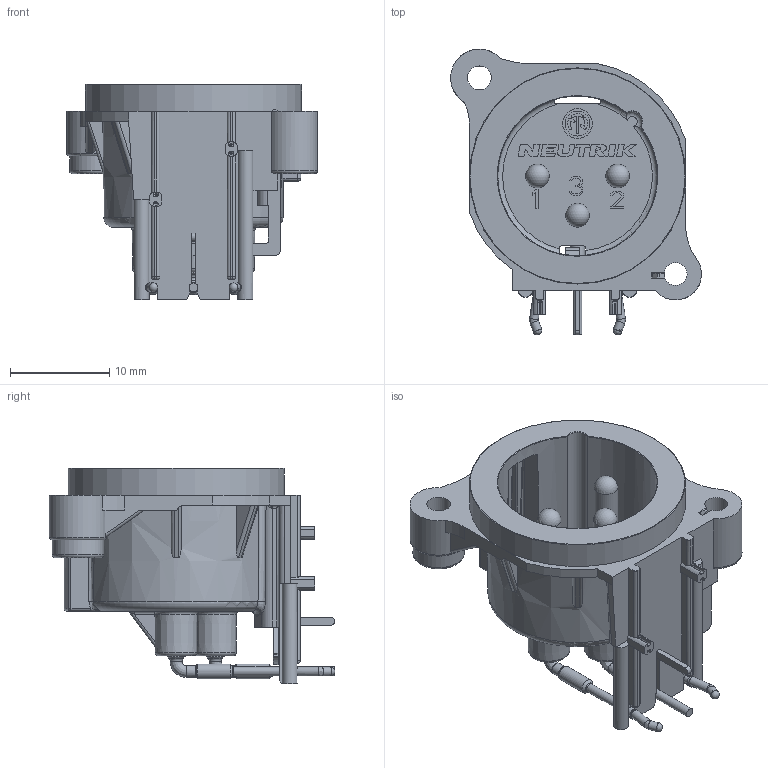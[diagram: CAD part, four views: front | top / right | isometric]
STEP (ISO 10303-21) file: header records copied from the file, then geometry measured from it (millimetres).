
FILE_DESCRIPTION (( 'STEP AP214' ), '1' );
FILE_NAME ('Neutrik NC3MAH-0.STEP', '2018-10-01T18:05:18', ( '' ), ( '' ), 'SwSTEP 2.0', 'SolidWorks 2013', '' );
FILE_SCHEMA (( 'AUTOMOTIVE_DESIGN' ));
Length unit declared in the file: millimetre
Products named in the file (1): Neutrik NC3MAH-0
Bounding box: 25.3 x 28.8 x 21.7 mm (x, y, z)
Volume: 2527.4 mm3; surface area: 4953.3 mm2
Topology: 5 solids, 6 shells, 853 faces, 2242 edges, 1398 vertices
Faces by surface type: plane 388, cylinder 204, bspline 116, torus 71, sphere 43, cone 31
Full cylindrical faces by diameter (mm): 0.9 x3, 1.2 x3, 1.5 x3, 1.8 x3, 2.04 x6, 2.38 x6, 2.4 x1, 2.5 x1, 3 x1, 3.2 x1, 5.2 x1, 5.8 x1, 21.8 x1
Entity records: 31059 total; most frequent: CARTESIAN_POINT 10121, ORIENTED_EDGE 4248, DIRECTION 3746, EDGE_CURVE 2124, VERTEX_POINT 1377, AXIS2_PLACEMENT_3D 1304, VECTOR 1138, LINE 1138
